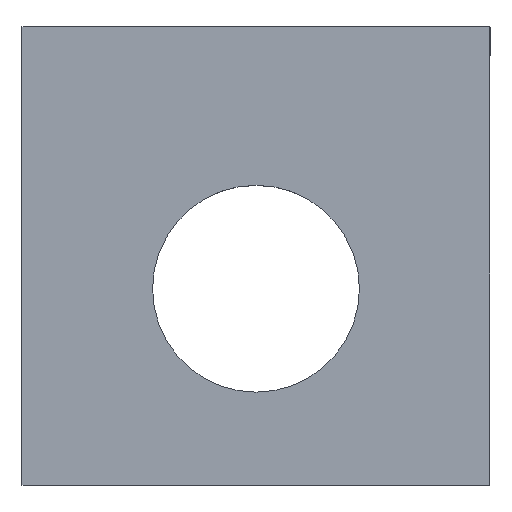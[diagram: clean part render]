
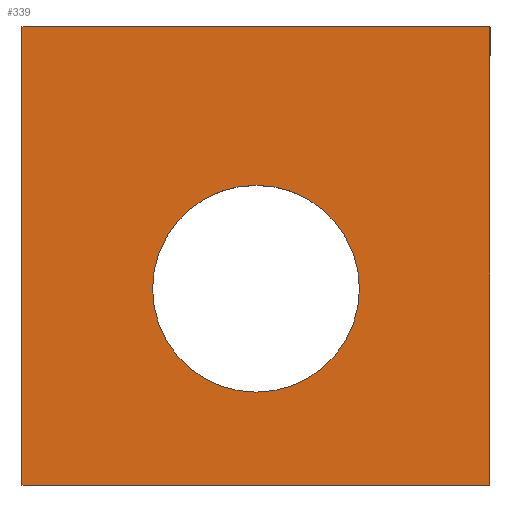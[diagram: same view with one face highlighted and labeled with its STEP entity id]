
A CAD part, top view. The second image highlights one B-rep face of the part: STEP entity #339.
In plain terms, the highlighted planar face has unit normal (0, 0, 1).
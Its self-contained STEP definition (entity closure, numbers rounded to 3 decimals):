
#20=FACE_BOUND('',#75,.T.);
#29=CIRCLE('',#371,11.05);
#52=FACE_OUTER_BOUND('',#74,.T.);
#74=EDGE_LOOP('',(#306,#307,#308,#309));
#75=EDGE_LOOP('',(#310));
#104=LINE('',#552,#139);
#106=LINE('',#556,#141);
#108=LINE('',#560,#143);
#110=LINE('',#563,#145);
#139=VECTOR('',#457,10.);
#141=VECTOR('',#461,10.);
#143=VECTOR('',#465,10.);
#145=VECTOR('',#469,10.);
#162=VERTEX_POINT('',#522);
#172=VERTEX_POINT('',#549);
#173=VERTEX_POINT('',#551);
#174=VERTEX_POINT('',#555);
#175=VERTEX_POINT('',#559);
#200=EDGE_CURVE('',#162,#162,#29,.T.);
#214=EDGE_CURVE('',#173,#172,#104,.T.);
#216=EDGE_CURVE('',#174,#173,#106,.T.);
#218=EDGE_CURVE('',#175,#174,#108,.T.);
#220=EDGE_CURVE('',#172,#175,#110,.T.);
#306=ORIENTED_EDGE('',*,*,#220,.T.);
#307=ORIENTED_EDGE('',*,*,#218,.T.);
#308=ORIENTED_EDGE('',*,*,#216,.T.);
#309=ORIENTED_EDGE('',*,*,#214,.T.);
#310=ORIENTED_EDGE('',*,*,#200,.T.);
#322=PLANE('',#380);
#339=ADVANCED_FACE('',(#52,#20),#322,.T.);
#371=AXIS2_PLACEMENT_3D('',#523,#433,#434);
#380=AXIS2_PLACEMENT_3D('',#564,#470,#471);
#433=DIRECTION('center_axis',(0.,0.,-1.));
#434=DIRECTION('ref_axis',(-1.,0.,0.));
#457=DIRECTION('',(-1.,0.,0.));
#461=DIRECTION('',(0.,1.,0.));
#465=DIRECTION('',(1.,0.,0.));
#469=DIRECTION('',(0.,-1.,0.));
#470=DIRECTION('center_axis',(0.,0.,1.));
#471=DIRECTION('ref_axis',(1.,0.,0.));
#522=CARTESIAN_POINT('',(36.05,21.,3.));
#523=CARTESIAN_POINT('Origin',(25.,21.,3.));
#549=CARTESIAN_POINT('',(0.,49.,3.));
#551=CARTESIAN_POINT('',(50.,49.,3.));
#552=CARTESIAN_POINT('',(50.,49.,3.));
#555=CARTESIAN_POINT('',(50.,0.,3.));
#556=CARTESIAN_POINT('',(50.,0.,3.));
#559=CARTESIAN_POINT('',(0.,0.,3.));
#560=CARTESIAN_POINT('',(0.,0.,3.));
#563=CARTESIAN_POINT('',(0.,49.,3.));
#564=CARTESIAN_POINT('Origin',(25.,24.5,3.));
